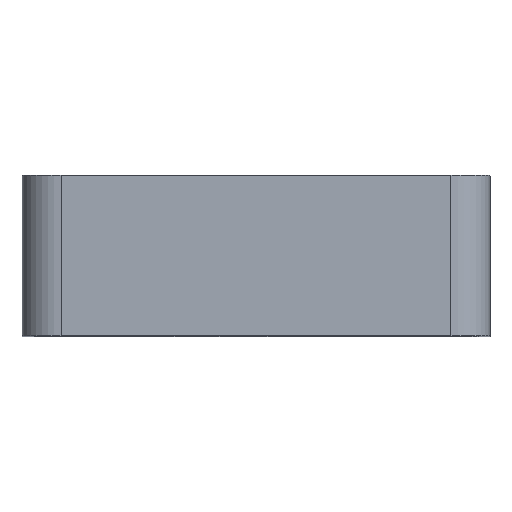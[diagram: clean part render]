
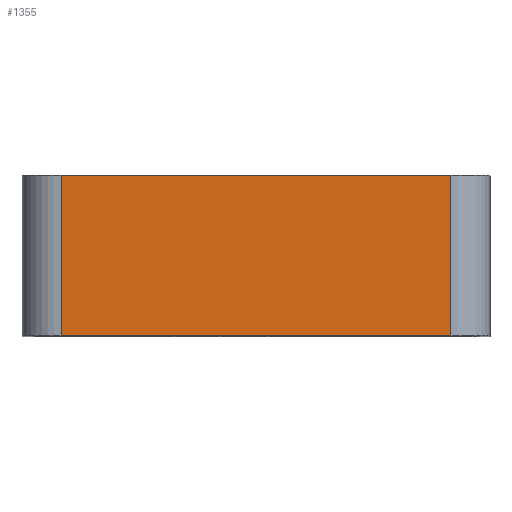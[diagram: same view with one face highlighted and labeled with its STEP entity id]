
A CAD part, top view. The second image highlights one B-rep face of the part: STEP entity #1355.
In plain terms, the highlighted planar face has unit normal (0, 0, 1).
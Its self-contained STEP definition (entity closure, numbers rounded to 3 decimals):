
#54 = CARTESIAN_POINT ( 'NONE',  ( 12.5, 10.3, 15. ) ) ;
#80 = ORIENTED_EDGE ( 'NONE', *, *, #3089, .F. ) ;
#385 = PLANE ( 'NONE',  #3296 ) ;
#393 = EDGE_CURVE ( 'NONE', #1221, #1509, #2362, .T. ) ;
#487 = EDGE_LOOP ( 'NONE', ( #1515, #80, #1923, #1028 ) ) ;
#512 = CARTESIAN_POINT ( 'NONE',  ( 12.5, 10.3, 15. ) ) ;
#530 = DIRECTION ( 'NONE',  ( 1., 0., 0. ) ) ;
#1006 = CARTESIAN_POINT ( 'NONE',  ( 12.5, 0., 15. ) ) ;
#1028 = ORIENTED_EDGE ( 'NONE', *, *, #2942, .T. ) ;
#1072 = VECTOR ( 'NONE', #2889, 1000. ) ;
#1121 = VERTEX_POINT ( 'NONE', #2539 ) ;
#1221 = VERTEX_POINT ( 'NONE', #1834 ) ;
#1223 = CARTESIAN_POINT ( 'NONE',  ( 12.5, 10.3, 15. ) ) ;
#1243 = DIRECTION ( 'NONE',  ( 0., -1., 0. ) ) ;
#1355 = ADVANCED_FACE ( 'NONE', ( #3344 ), #385, .F. ) ;
#1509 = VERTEX_POINT ( 'NONE', #54 ) ;
#1515 = ORIENTED_EDGE ( 'NONE', *, *, #2343, .T. ) ;
#1595 = CARTESIAN_POINT ( 'NONE',  ( 12.5, 0., 15. ) ) ;
#1748 = DIRECTION ( 'NONE',  ( 0., 0., -1. ) ) ;
#1834 = CARTESIAN_POINT ( 'NONE',  ( -12.5, 10.3, 15. ) ) ;
#1887 = CARTESIAN_POINT ( 'NONE',  ( 12.5, 10.3, 15. ) ) ;
#1923 = ORIENTED_EDGE ( 'NONE', *, *, #393, .F. ) ;
#1932 = VECTOR ( 'NONE', #1243, 1000. ) ;
#2017 = LINE ( 'NONE', #512, #1932 ) ;
#2283 = VECTOR ( 'NONE', #2925, 1000. ) ;
#2343 = EDGE_CURVE ( 'NONE', #1121, #3549, #3214, .T. ) ;
#2362 = LINE ( 'NONE', #1887, #3014 ) ;
#2451 = LINE ( 'NONE', #2629, #1072 ) ;
#2539 = CARTESIAN_POINT ( 'NONE',  ( -12.5, 0., 15. ) ) ;
#2629 = CARTESIAN_POINT ( 'NONE',  ( -12.5, 10.3, 15. ) ) ;
#2889 = DIRECTION ( 'NONE',  ( 0., -1., 0. ) ) ;
#2925 = DIRECTION ( 'NONE',  ( 1., 0., 0. ) ) ;
#2942 = EDGE_CURVE ( 'NONE', #1221, #1121, #2451, .T. ) ;
#3014 = VECTOR ( 'NONE', #530, 1000. ) ;
#3089 = EDGE_CURVE ( 'NONE', #1509, #3549, #2017, .T. ) ;
#3144 = DIRECTION ( 'NONE',  ( -1., 0., 0. ) ) ;
#3214 = LINE ( 'NONE', #1006, #2283 ) ;
#3296 = AXIS2_PLACEMENT_3D ( 'NONE', #1223, #1748, #3144 ) ;
#3344 = FACE_OUTER_BOUND ( 'NONE', #487, .T. ) ;
#3549 = VERTEX_POINT ( 'NONE', #1595 ) ;
